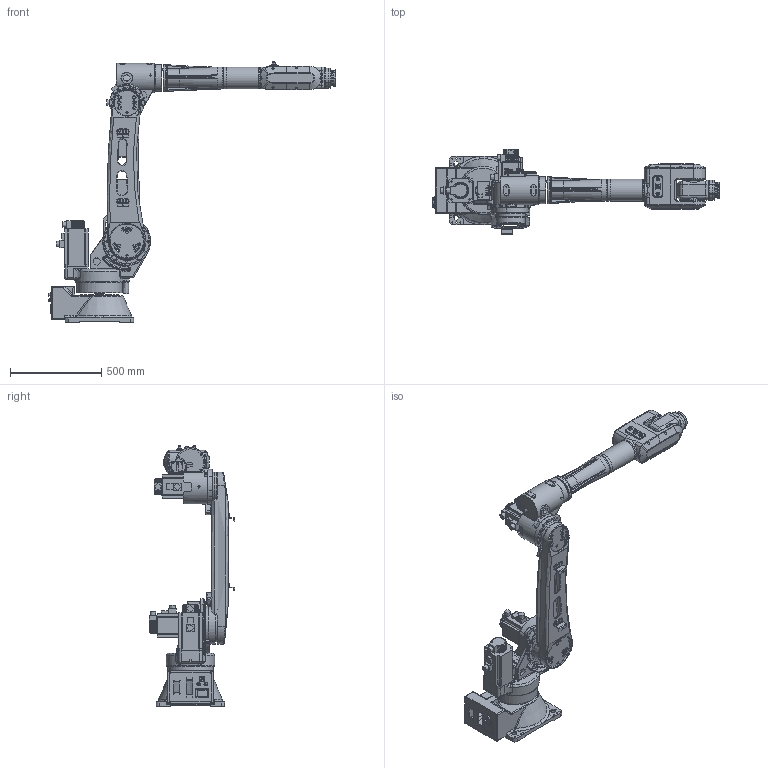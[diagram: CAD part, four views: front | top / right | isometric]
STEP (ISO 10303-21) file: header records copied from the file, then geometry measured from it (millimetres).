
FILE_DESCRIPTION (( 'STEP AP214' ), '1' );
FILE_NAME ('TKB3690.STEP', '2023-11-27T09:30:04', ( '' ), ( '' ), 'SwSTEP 2.0', 'SolidWorks 2018', '' );
FILE_SCHEMA (( 'AUTOMOTIVE_DESIGN' ));
Length unit declared in the file: millimetre
Products named in the file (1): TKB3690
Bounding box: 1573.1 x 469.04 x 1427 mm (x, y, z)
Surface area: 3476530.5 mm2 (no closed solid volume)
Topology: 0 solids, 141 shells, 2432 faces, 8971 edges, 6379 vertices
Faces by surface type: cylinder 957, plane 757, bspline 331, torus 305, cone 65, sphere 17
Full cylindrical faces by diameter (mm): 1.5 x3, 2.4 x1, 3.3 x3, 3.5 x2, 3.9 x1, 4.2 x4, 4.5 x15, 4.738 x1, 4.917 x1, 5 x9, 5.5 x4, 6 x6, 6.6 x8, 6.647 x1, 6.8 x1, 7 x8, 8 x20, 8.376 x2, 8.5 x17, 8.6 x1, 8.8 x5, 9 x18, 10 x7, 10.13 x2, 11 x19, 12.4 x2, 12.8 x4, 13 x12, 14 x4, 15 x14
Entity records: 151336 total; most frequent: CARTESIAN_POINT 54099, DIRECTION 14386, ORIENTED_EDGE 12747, EDGE_CURVE 8523, VERTEX_POINT 6288, AXIS2_PLACEMENT_3D 5503, CIRCLE 3402, VECTOR 3380
